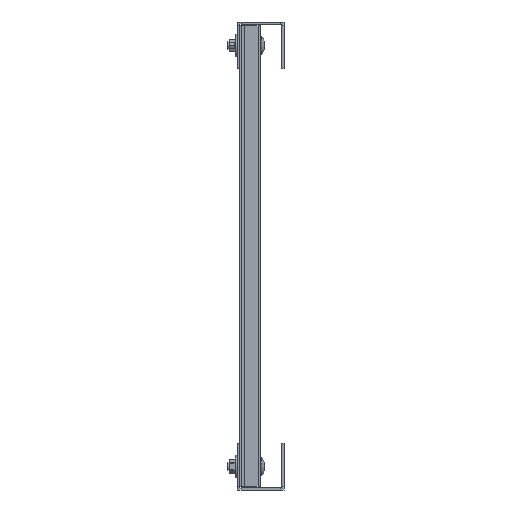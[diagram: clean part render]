
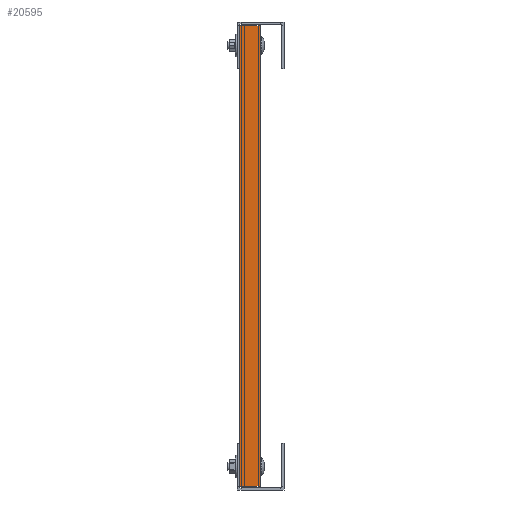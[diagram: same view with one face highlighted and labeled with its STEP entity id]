
A CAD part, left-side view. The second image highlights one B-rep face of the part: STEP entity #20595.
In plain terms, the highlighted face is planar.
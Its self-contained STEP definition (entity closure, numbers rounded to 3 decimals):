
#305 = ORIENTED_EDGE ( 'NONE', *, *, #23637, .T. ) ;
#357 = DIRECTION ( 'NONE',  ( 1., 0., 0. ) ) ;
#670 = VERTEX_POINT ( 'NONE', #2319 ) ;
#703 = CARTESIAN_POINT ( 'NONE',  ( 246., 18.5, -20. ) ) ;
#1517 = DIRECTION ( 'NONE',  ( 0., -1., 0. ) ) ;
#1829 = EDGE_CURVE ( 'NONE', #9550, #27105, #5058, .T. ) ;
#2152 = VECTOR ( 'NONE', #20985, 1000. ) ;
#2319 = CARTESIAN_POINT ( 'NONE',  ( 246., 22.5, -20. ) ) ;
#2402 = VECTOR ( 'NONE', #1517, 1000. ) ;
#2878 = ORIENTED_EDGE ( 'NONE', *, *, #21314, .T. ) ;
#2993 = ORIENTED_EDGE ( 'NONE', *, *, #15304, .F. ) ;
#3188 = ORIENTED_EDGE ( 'NONE', *, *, #5128, .F. ) ;
#3823 = LINE ( 'NONE', #28628, #17763 ) ;
#3955 = CARTESIAN_POINT ( 'NONE',  ( 246., 4., -20. ) ) ;
#4698 = CARTESIAN_POINT ( 'NONE',  ( -246., 18.5, -20. ) ) ;
#5058 = LINE ( 'NONE', #24967, #20428 ) ;
#5128 = EDGE_CURVE ( 'NONE', #28439, #670, #3823, .T. ) ;
#6238 = VECTOR ( 'NONE', #12956, 1000. ) ;
#6966 = ORIENTED_EDGE ( 'NONE', *, *, #16348, .F. ) ;
#6970 = DIRECTION ( 'NONE',  ( -1., 0., 0. ) ) ;
#7073 = LINE ( 'NONE', #13557, #20279 ) ;
#7314 = CARTESIAN_POINT ( 'NONE',  ( -246., 4., -20. ) ) ;
#7891 = DIRECTION ( 'NONE',  ( 0., 1., 0. ) ) ;
#8879 = VERTEX_POINT ( 'NONE', #23506 ) ;
#9452 = FACE_OUTER_BOUND ( 'NONE', #26415, .T. ) ;
#9538 = EDGE_CURVE ( 'NONE', #24235, #8879, #7073, .T. ) ;
#9550 = VERTEX_POINT ( 'NONE', #4698 ) ;
#9892 = CARTESIAN_POINT ( 'NONE',  ( -246., 4., -20. ) ) ;
#12019 = LINE ( 'NONE', #7314, #20664 ) ;
#12956 = DIRECTION ( 'NONE',  ( 0., 1., 0. ) ) ;
#13557 = CARTESIAN_POINT ( 'NONE',  ( 246., 0., -20. ) ) ;
#13650 = CARTESIAN_POINT ( 'NONE',  ( -246., 0., -20. ) ) ;
#13675 = CARTESIAN_POINT ( 'NONE',  ( -246., 22.5, -20. ) ) ;
#14841 = ORIENTED_EDGE ( 'NONE', *, *, #1829, .T. ) ;
#14919 = LINE ( 'NONE', #19063, #2152 ) ;
#15304 = EDGE_CURVE ( 'NONE', #16874, #25485, #28377, .T. ) ;
#15734 = ORIENTED_EDGE ( 'NONE', *, *, #19554, .F. ) ;
#15799 = VECTOR ( 'NONE', #6970, 1000. ) ;
#16296 = DIRECTION ( 'NONE',  ( 0., 0., 1. ) ) ;
#16348 = EDGE_CURVE ( 'NONE', #24235, #28439, #26812, .T. ) ;
#16874 = VERTEX_POINT ( 'NONE', #9892 ) ;
#17557 = ORIENTED_EDGE ( 'NONE', *, *, #9538, .T. ) ;
#17763 = VECTOR ( 'NONE', #28912, 1000. ) ;
#18171 = LINE ( 'NONE', #27181, #15799 ) ;
#18206 = CARTESIAN_POINT ( 'NONE',  ( 246., 4., -20. ) ) ;
#18270 = DIRECTION ( 'NONE',  ( 0., -1., 0. ) ) ;
#19063 = CARTESIAN_POINT ( 'NONE',  ( 246., 0., -20. ) ) ;
#19554 = EDGE_CURVE ( 'NONE', #670, #27105, #18171, .T. ) ;
#19817 = CARTESIAN_POINT ( 'NONE',  ( -246., 4., -20. ) ) ;
#20279 = VECTOR ( 'NONE', #18270, 1000. ) ;
#20428 = VECTOR ( 'NONE', #23182, 1000. ) ;
#20595 = ADVANCED_FACE ( 'NONE', ( #9452 ), #23219, .F. ) ;
#20664 = VECTOR ( 'NONE', #7891, 1000. ) ;
#20985 = DIRECTION ( 'NONE',  ( -1., 0., 0. ) ) ;
#21314 = EDGE_CURVE ( 'NONE', #8879, #25485, #14919, .T. ) ;
#23120 = CARTESIAN_POINT ( 'NONE',  ( 246., 4., -20. ) ) ;
#23182 = DIRECTION ( 'NONE',  ( 0., 1., 0. ) ) ;
#23219 = PLANE ( 'NONE',  #25293 ) ;
#23506 = CARTESIAN_POINT ( 'NONE',  ( 246., 0., -20. ) ) ;
#23637 = EDGE_CURVE ( 'NONE', #16874, #9550, #12019, .T. ) ;
#24235 = VERTEX_POINT ( 'NONE', #23120 ) ;
#24967 = CARTESIAN_POINT ( 'NONE',  ( -246., 22.5, -20. ) ) ;
#25293 = AXIS2_PLACEMENT_3D ( 'NONE', #18206, #16296, #357 ) ;
#25485 = VERTEX_POINT ( 'NONE', #13650 ) ;
#26415 = EDGE_LOOP ( 'NONE', ( #305, #14841, #15734, #3188, #6966, #17557, #2878, #2993 ) ) ;
#26812 = LINE ( 'NONE', #3955, #6238 ) ;
#27105 = VERTEX_POINT ( 'NONE', #13675 ) ;
#27181 = CARTESIAN_POINT ( 'NONE',  ( 246., 22.5, -20. ) ) ;
#28377 = LINE ( 'NONE', #19817, #2402 ) ;
#28439 = VERTEX_POINT ( 'NONE', #703 ) ;
#28628 = CARTESIAN_POINT ( 'NONE',  ( 246., 4., -20. ) ) ;
#28912 = DIRECTION ( 'NONE',  ( 0., 1., 0. ) ) ;
